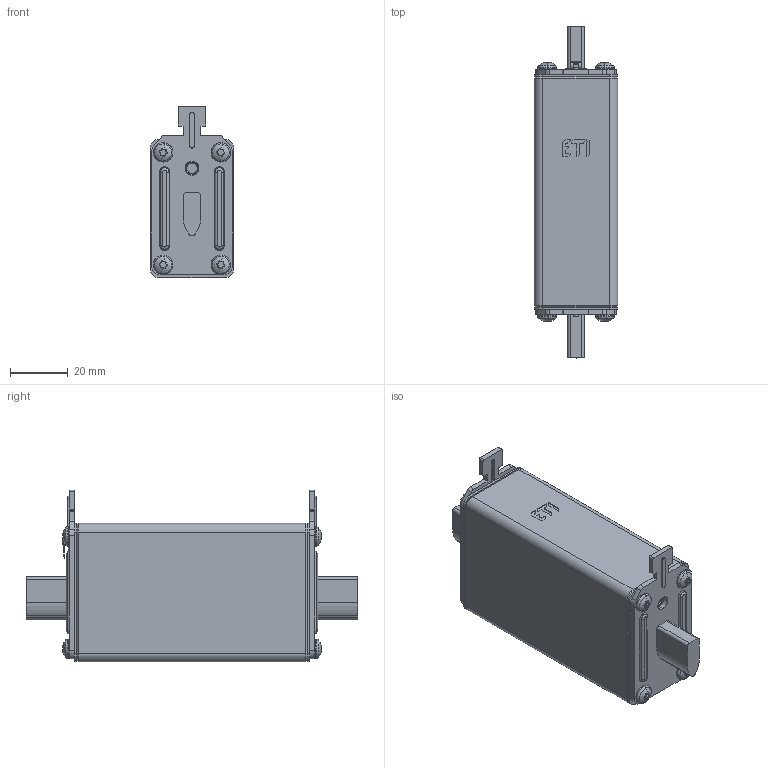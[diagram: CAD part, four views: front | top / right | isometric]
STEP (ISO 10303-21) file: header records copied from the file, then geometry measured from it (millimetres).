
FILE_DESCRIPTION((''),'2;1');
FILE_NAME('004182485_ASM','2022-08-09T09:26:07',('said.beganovic'),('Audax d.o.o.'),'CREO PARAMETRIC BY PTC INC, 2021304','CREO PARAMETRIC BY PTC INC, 2021304','');
FILE_SCHEMA(('AUTOMOTIVE_DESIGN { 1 0 10303 214 1 1 1 1 }'));
Length unit declared in the file: millimetre
Products named in the file (10): 0000011542; 0000011548; 0000032466; 0000033444; 0000036476_ASM; 0000011586_AF0; 0000011599; 0000011580; 0000033225; 004182485_ASM
Assembly tree (18 placements, depth 3):
  004182485_ASM
    0000011542
    0000011548  x2
    0000036476_ASM  x2
      0000032466
      0000033444
    0000011586_AF0
    0000011599
    0000011580
    0000033225  x8
Bounding box: 29 x 115.2 x 59.5 mm (x, y, z)
Volume: 120339.7 mm3; surface area: 30363 mm2
Topology: 18 solids, 34 shells, 1143 faces, 2766 edges, 1688 vertices
Faces by surface type: plane 527, cylinder 477, torus 48, bspline 43, cone 32, sphere 16
Entity records: 26441 total; most frequent: CARTESIAN_POINT 6739, DIRECTION 2274, ORIENTED_EDGE 2044, PRESENTATION_STYLE_ASSIGNMENT 1487, STYLED_ITEM 1436, CURVE_STYLE 1040, EDGE_CURVE 1040, AXIS2_PLACEMENT_3D 853
